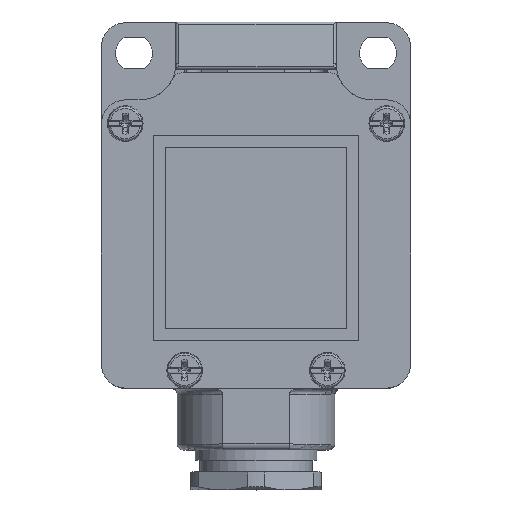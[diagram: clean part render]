
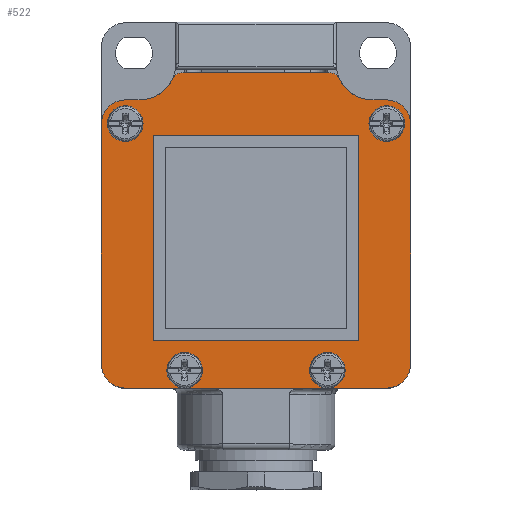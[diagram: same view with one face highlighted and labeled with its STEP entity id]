
A CAD part, top view. The second image highlights one B-rep face of the part: STEP entity #522.
In plain terms, the highlighted planar face has unit normal (0, 0, 1).
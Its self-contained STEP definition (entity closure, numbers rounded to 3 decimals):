
#522=ADVANCED_FACE('',(#1641,#1642,#1643,#1644,#1645,#1646),#1647,.T.);
#1641=FACE_OUTER_BOUND('',#3415,.T.);
#1642=FACE_BOUND('',#3416,.T.);
#1643=FACE_BOUND('',#3417,.T.);
#1644=FACE_BOUND('',#3418,.T.);
#1645=FACE_BOUND('',#3419,.T.);
#1646=FACE_BOUND('',#3420,.T.);
#1647=PLANE('',#3421);
#3415=EDGE_LOOP('',(#7280,#7281,#7282,#7283,#7284,#7285,#7286,#7287,#7288,#7289,#7290,#7291,#7292,#7293));
#3416=EDGE_LOOP('',(#7294,#7295));
#3417=EDGE_LOOP('',(#7296,#7297));
#3418=EDGE_LOOP('',(#7298,#7299));
#3419=EDGE_LOOP('',(#7300,#7301));
#3420=EDGE_LOOP('',(#7302,#7303,#7304,#7305));
#3421=AXIS2_PLACEMENT_3D('',#7306,#7307,#7308);
#7280=ORIENTED_EDGE('',*,*,#10496,.F.);
#7281=ORIENTED_EDGE('',*,*,#10497,.T.);
#7282=ORIENTED_EDGE('',*,*,#10498,.T.);
#7283=ORIENTED_EDGE('',*,*,#10499,.T.);
#7284=ORIENTED_EDGE('',*,*,#10500,.T.);
#7285=ORIENTED_EDGE('',*,*,#10501,.T.);
#7286=ORIENTED_EDGE('',*,*,#10502,.T.);
#7287=ORIENTED_EDGE('',*,*,#10503,.T.);
#7288=ORIENTED_EDGE('',*,*,#10504,.T.);
#7289=ORIENTED_EDGE('',*,*,#10505,.T.);
#7290=ORIENTED_EDGE('',*,*,#10506,.F.);
#7291=ORIENTED_EDGE('',*,*,#10507,.T.);
#7292=ORIENTED_EDGE('',*,*,#10508,.T.);
#7293=ORIENTED_EDGE('',*,*,#10509,.T.);
#7294=ORIENTED_EDGE('',*,*,#10510,.F.);
#7295=ORIENTED_EDGE('',*,*,#10511,.F.);
#7296=ORIENTED_EDGE('',*,*,#10512,.F.);
#7297=ORIENTED_EDGE('',*,*,#10513,.F.);
#7298=ORIENTED_EDGE('',*,*,#10514,.T.);
#7299=ORIENTED_EDGE('',*,*,#10495,.T.);
#7300=ORIENTED_EDGE('',*,*,#10515,.T.);
#7301=ORIENTED_EDGE('',*,*,#10516,.T.);
#7302=ORIENTED_EDGE('',*,*,#10517,.T.);
#7303=ORIENTED_EDGE('',*,*,#10518,.T.);
#7304=ORIENTED_EDGE('',*,*,#10519,.T.);
#7305=ORIENTED_EDGE('',*,*,#10520,.T.);
#7306=CARTESIAN_POINT('',(0.0,26.55,14.0));
#7307=DIRECTION('',(0.0,0.0,1.0));
#7308=DIRECTION('',(1.0,0.0,0.0));
#10495=EDGE_CURVE('',#12943,#12947,#12949,.T.);
#10496=EDGE_CURVE('',#12950,#12951,#12952,.T.);
#10497=EDGE_CURVE('',#12950,#12953,#12954,.T.);
#10498=EDGE_CURVE('',#12953,#12955,#12956,.T.);
#10499=EDGE_CURVE('',#12955,#12957,#12958,.T.);
#10500=EDGE_CURVE('',#12957,#12959,#12960,.T.);
#10501=EDGE_CURVE('',#12959,#12961,#12962,.T.);
#10502=EDGE_CURVE('',#12961,#12963,#12964,.T.);
#10503=EDGE_CURVE('',#12963,#12965,#12966,.T.);
#10504=EDGE_CURVE('',#12965,#12967,#12968,.T.);
#10505=EDGE_CURVE('',#12967,#12969,#12970,.T.);
#10506=EDGE_CURVE('',#12971,#12969,#12972,.T.);
#10507=EDGE_CURVE('',#12971,#12973,#12974,.T.);
#10508=EDGE_CURVE('',#12973,#12975,#12976,.T.);
#10509=EDGE_CURVE('',#12975,#12951,#12977,.T.);
#10510=EDGE_CURVE('',#12978,#12979,#12980,.T.);
#10511=EDGE_CURVE('',#12979,#12978,#12981,.T.);
#10512=EDGE_CURVE('',#12982,#12983,#12984,.T.);
#10513=EDGE_CURVE('',#12983,#12982,#12985,.T.);
#10514=EDGE_CURVE('',#12947,#12943,#12986,.T.);
#10515=EDGE_CURVE('',#12987,#12988,#12989,.T.);
#10516=EDGE_CURVE('',#12988,#12987,#12990,.T.);
#10517=EDGE_CURVE('',#12991,#12992,#12993,.T.);
#10518=EDGE_CURVE('',#12992,#12994,#12995,.T.);
#10519=EDGE_CURVE('',#12994,#12996,#12997,.T.);
#10520=EDGE_CURVE('',#12996,#12991,#12998,.T.);
#12943=VERTEX_POINT('',#16979);
#12947=VERTEX_POINT('',#16984);
#12949=CIRCLE('',#16987,1.857);
#12950=VERTEX_POINT('',#16988);
#12951=VERTEX_POINT('',#16989);
#12952=CIRCLE('',#16990,6.0);
#12953=VERTEX_POINT('',#16991);
#12954=LINE('',#16992,#16993);
#12955=VERTEX_POINT('',#16994);
#12956=CIRCLE('',#16995,4.0);
#12957=VERTEX_POINT('',#16996);
#12958=LINE('',#16997,#16998);
#12959=VERTEX_POINT('',#16999);
#12960=CIRCLE('',#17000,4.0);
#12961=VERTEX_POINT('',#17001);
#12962=LINE('',#17002,#17003);
#12963=VERTEX_POINT('',#17004);
#12964=CIRCLE('',#17005,4.0);
#12965=VERTEX_POINT('',#17006);
#12966=LINE('',#17007,#17008);
#12967=VERTEX_POINT('',#17009);
#12968=CIRCLE('',#17010,4.0);
#12969=VERTEX_POINT('',#17011);
#12970=LINE('',#17012,#17013);
#12971=VERTEX_POINT('',#17014);
#12972=CIRCLE('',#17015,6.0);
#12973=VERTEX_POINT('',#17016);
#12974=CIRCLE('',#17017,2.0);
#12975=VERTEX_POINT('',#17018);
#12976=LINE('',#17019,#17020);
#12977=CIRCLE('',#17021,2.0);
#12978=VERTEX_POINT('',#17022);
#12979=VERTEX_POINT('',#17023);
#12980=CIRCLE('',#17024,1.857);
#12981=CIRCLE('',#17025,1.857);
#12982=VERTEX_POINT('',#17026);
#12983=VERTEX_POINT('',#17027);
#12984=CIRCLE('',#17028,1.857);
#12985=CIRCLE('',#17029,1.857);
#12986=CIRCLE('',#17030,1.857);
#12987=VERTEX_POINT('',#17031);
#12988=VERTEX_POINT('',#17032);
#12989=CIRCLE('',#17033,1.857);
#12990=CIRCLE('',#17034,1.857);
#12991=VERTEX_POINT('',#17035);
#12992=VERTEX_POINT('',#17036);
#12993=LINE('',#17037,#17038);
#12994=VERTEX_POINT('',#17039);
#12995=LINE('',#17040,#17041);
#12996=VERTEX_POINT('',#17042);
#12997=LINE('',#17043,#17044);
#12998=LINE('',#17045,#17046);
#16979=CARTESIAN_POINT('',(12.0,4.857,14.0));
#16984=CARTESIAN_POINT('',(12.0,1.143,14.0));
#16987=AXIS2_PLACEMENT_3D('',#20867,#20868,#20869);
#16988=CARTESIAN_POINT('',(-19.5,48.5,14.0));
#16989=CARTESIAN_POINT('',(-14.069,51.95,14.0));
#16990=AXIS2_PLACEMENT_3D('',#20870,#20871,#20872);
#16991=CARTESIAN_POINT('',(-22.0,48.5,14.0));
#16992=CARTESIAN_POINT('',(-19.5,48.5,14.0));
#16993=VECTOR('',#20873,2.5);
#16994=CARTESIAN_POINT('',(-26.0,44.5,14.0));
#16995=AXIS2_PLACEMENT_3D('',#20874,#20875,#20876);
#16996=CARTESIAN_POINT('',(-26.0,4.0,14.0));
#16997=CARTESIAN_POINT('',(-26.0,44.5,14.0));
#16998=VECTOR('',#20877,40.5);
#16999=CARTESIAN_POINT('',(-22.0,0.0,14.0));
#17000=AXIS2_PLACEMENT_3D('',#20878,#20879,#20880);
#17001=CARTESIAN_POINT('',(22.0,0.0,14.0));
#17002=CARTESIAN_POINT('',(-22.0,0.0,14.0));
#17003=VECTOR('',#20881,44.0);
#17004=CARTESIAN_POINT('',(26.0,4.0,14.0));
#17005=AXIS2_PLACEMENT_3D('',#20882,#20883,#20884);
#17006=CARTESIAN_POINT('',(26.0,44.5,14.0));
#17007=CARTESIAN_POINT('',(26.0,4.0,14.0));
#17008=VECTOR('',#20885,40.5);
#17009=CARTESIAN_POINT('',(22.0,48.5,14.0));
#17010=AXIS2_PLACEMENT_3D('',#20886,#20887,#20888);
#17011=CARTESIAN_POINT('',(19.5,48.5,14.0));
#17012=CARTESIAN_POINT('',(22.0,48.5,14.0));
#17013=VECTOR('',#20889,2.5);
#17014=CARTESIAN_POINT('',(14.069,51.95,14.0));
#17015=AXIS2_PLACEMENT_3D('',#20890,#20891,#20892);
#17016=CARTESIAN_POINT('',(12.258,53.1,14.0));
#17017=AXIS2_PLACEMENT_3D('',#20893,#20894,#20895);
#17018=CARTESIAN_POINT('',(-12.258,53.1,14.0));
#17019=CARTESIAN_POINT('',(12.258,53.1,14.0));
#17020=VECTOR('',#20896,24.517);
#17021=AXIS2_PLACEMENT_3D('',#20897,#20898,#20899);
#17022=CARTESIAN_POINT('',(-23.857,44.5,14.0));
#17023=CARTESIAN_POINT('',(-20.143,44.5,14.0));
#17024=AXIS2_PLACEMENT_3D('',#20900,#20901,#20902);
#17025=AXIS2_PLACEMENT_3D('',#20903,#20904,#20905);
#17026=CARTESIAN_POINT('',(20.143,44.5,14.0));
#17027=CARTESIAN_POINT('',(23.857,44.5,14.0));
#17028=AXIS2_PLACEMENT_3D('',#20906,#20907,#20908);
#17029=AXIS2_PLACEMENT_3D('',#20909,#20910,#20911);
#17030=AXIS2_PLACEMENT_3D('',#20912,#20913,#20914);
#17031=CARTESIAN_POINT('',(-12.0,1.143,14.0));
#17032=CARTESIAN_POINT('',(-12.0,4.857,14.0));
#17033=AXIS2_PLACEMENT_3D('',#20915,#20916,#20917);
#17034=AXIS2_PLACEMENT_3D('',#20918,#20919,#20920);
#17035=CARTESIAN_POINT('',(-17.25,42.5,14.0));
#17036=CARTESIAN_POINT('',(17.25,42.5,14.0));
#17037=CARTESIAN_POINT('',(-17.25,42.5,14.0));
#17038=VECTOR('',#20921,34.5);
#17039=CARTESIAN_POINT('',(17.25,8.0,14.0));
#17040=CARTESIAN_POINT('',(17.25,42.5,14.0));
#17041=VECTOR('',#20922,34.5);
#17042=CARTESIAN_POINT('',(-17.25,8.0,14.0));
#17043=CARTESIAN_POINT('',(17.25,8.0,14.0));
#17044=VECTOR('',#20923,34.5);
#17045=CARTESIAN_POINT('',(-17.25,8.0,14.0));
#17046=VECTOR('',#20924,34.5);
#20867=CARTESIAN_POINT('',(12.0,3.0,14.0));
#20868=DIRECTION('',(0.0,0.0,-1.0));
#20869=DIRECTION('',(0.0,1.0,0.0));
#20870=CARTESIAN_POINT('',(-19.5,54.5,14.0));
#20871=DIRECTION('',(0.0,0.0,1.0));
#20872=DIRECTION('',(0.0,-1.0,0.0));
#20873=DIRECTION('',(-1.0,0.0,0.0));
#20874=CARTESIAN_POINT('',(-22.0,44.5,14.0));
#20875=DIRECTION('',(0.0,-0.0,1.0));
#20876=DIRECTION('',(0.0,1.0,0.0));
#20877=DIRECTION('',(0.0,-1.0,0.0));
#20878=CARTESIAN_POINT('',(-22.0,4.0,14.0));
#20879=DIRECTION('',(0.0,0.0,1.0));
#20880=DIRECTION('',(-1.0,0.0,0.0));
#20881=DIRECTION('',(1.0,0.0,0.0));
#20882=CARTESIAN_POINT('',(22.0,4.0,14.0));
#20883=DIRECTION('',(0.0,0.0,1.0));
#20884=DIRECTION('',(0.0,-1.0,0.0));
#20885=DIRECTION('',(0.0,1.0,0.0));
#20886=CARTESIAN_POINT('',(22.0,44.5,14.0));
#20887=DIRECTION('',(0.0,0.0,1.0));
#20888=DIRECTION('',(1.0,0.0,0.0));
#20889=DIRECTION('',(-1.0,0.0,0.0));
#20890=CARTESIAN_POINT('',(19.5,54.5,14.0));
#20891=DIRECTION('',(0.0,0.0,1.0));
#20892=DIRECTION('',(-0.905,-0.425,0.0));
#20893=CARTESIAN_POINT('',(12.258,51.1,14.0));
#20894=DIRECTION('',(0.0,-0.0,1.0));
#20895=DIRECTION('',(0.905,0.425,0.0));
#20896=DIRECTION('',(-1.0,0.0,0.0));
#20897=CARTESIAN_POINT('',(-12.258,51.1,14.0));
#20898=DIRECTION('',(0.0,-0.0,1.0));
#20899=DIRECTION('',(0.0,1.0,0.0));
#20900=CARTESIAN_POINT('',(-22.0,44.5,14.0));
#20901=DIRECTION('',(0.0,0.0,1.0));
#20902=DIRECTION('',(-1.0,0.0,0.0));
#20903=CARTESIAN_POINT('',(-22.0,44.5,14.0));
#20904=DIRECTION('',(0.0,0.0,1.0));
#20905=DIRECTION('',(1.0,0.0,0.0));
#20906=CARTESIAN_POINT('',(22.0,44.5,14.0));
#20907=DIRECTION('',(0.0,0.0,1.0));
#20908=DIRECTION('',(-1.0,0.0,0.0));
#20909=CARTESIAN_POINT('',(22.0,44.5,14.0));
#20910=DIRECTION('',(0.0,0.0,1.0));
#20911=DIRECTION('',(1.0,0.0,0.0));
#20912=CARTESIAN_POINT('',(12.0,3.0,14.0));
#20913=DIRECTION('',(0.0,0.0,-1.0));
#20914=DIRECTION('',(0.0,-1.0,0.0));
#20915=CARTESIAN_POINT('',(-12.0,3.0,14.0));
#20916=DIRECTION('',(0.0,0.0,-1.0));
#20917=DIRECTION('',(0.0,-1.0,0.0));
#20918=CARTESIAN_POINT('',(-12.0,3.0,14.0));
#20919=DIRECTION('',(0.0,0.0,-1.0));
#20920=DIRECTION('',(0.0,1.0,0.0));
#20921=DIRECTION('',(1.0,0.0,0.0));
#20922=DIRECTION('',(0.0,-1.0,0.0));
#20923=DIRECTION('',(-1.0,0.0,0.0));
#20924=DIRECTION('',(0.0,1.0,0.0));
